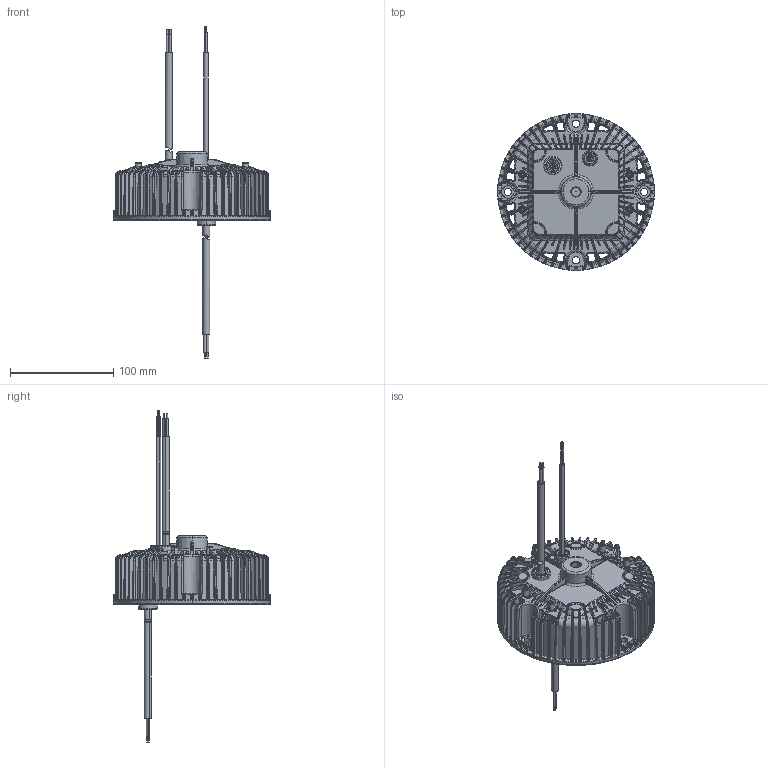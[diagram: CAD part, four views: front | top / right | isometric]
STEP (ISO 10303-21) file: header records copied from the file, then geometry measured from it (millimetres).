
FILE_DESCRIPTION (( 'STEP AP203' ), '1' );
FILE_NAME ('A7090_A6874_A7236_A7112_3D.STEP', '2020-03-20T01:05:52', ( 'pc' ), ( '' ), 'SwSTEP 2.0', 'SolidWorks 2012', '' );
FILE_SCHEMA (( 'CONFIG_CONTROL_DESIGN' ));
Length unit declared in the file: millimetre
Products named in the file (9): A7090_A6874_A7236_A7112_3D; 160W 菁裔啣; 怀堤盄旰; 输入线束; 覃嫖盄旰; 坫傻滅阨SR_4-6.5; 坫傻滅阨SR_6-8.5; PCB; 160W俋褲_俋夤源偶05
Assembly tree (9 placements, depth 2):
  A7090_A6874_A7236_A7112_3D
    160W俋褲_俋夤源偶05
    PCB
    坫傻滅阨SR_6-8.5  x2
    坫傻滅阨SR_4-6.5
    覃嫖盄旰
    输入线束
    怀堤盄旰
    160W 菁裔啣
Bounding box: 151.99 x 151.99 x 321.7 mm (x, y, z)
Volume: 241621.2 mm3; surface area: 188497.9 mm2
Topology: 11 solids, 11 shells, 3856 faces, 9553 edges, 5617 vertices
Faces by surface type: bspline 1214, cylinder 882, plane 673, torus 656, cone 367, sphere 64
Entity records: 146998 total; most frequent: CARTESIAN_POINT 66438, ORIENTED_EDGE 18654, DIRECTION 14521, EDGE_CURVE 9327, AXIS2_PLACEMENT_3D 6112, VERTEX_POINT 5565, EDGE_LOOP 3950, ADVANCED_FACE 3813
